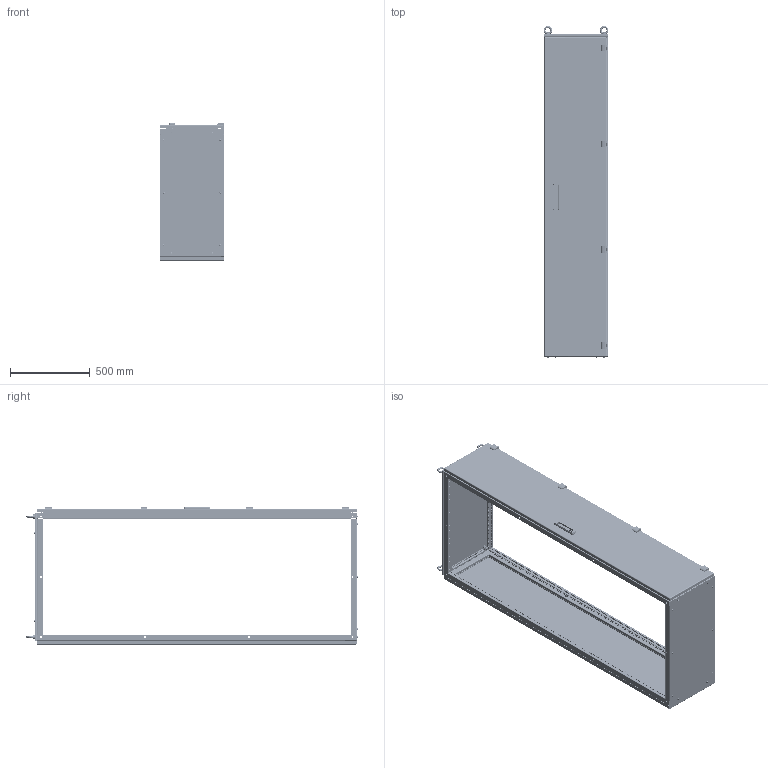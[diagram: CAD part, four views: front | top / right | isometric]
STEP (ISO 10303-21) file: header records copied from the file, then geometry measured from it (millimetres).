
FILE_DESCRIPTION (( 'STEP AP203' ), '1' );
FILE_NAME ('Êîðïóñ FORT IP54 (2000õ400õ800) EKF PROxima.STEP', '2020-10-25T10:18:37', ( '' ), ( '' ), 'SwSTEP 2.0', 'SolidWorks 2019', '' );
FILE_SCHEMA (( 'CONFIG_CONTROL_DESIGN' ));
Length unit declared in the file: millimetre
Products named in the file (67): lifting eye nut 01_din_DIN 582-M12-N; êîðïóñ ïåòëè1; Ãàéêà çàêëàäíàÿ; Îáîëî÷êà ãàéêè çàêëàäíîé; Øïèëüêà Ì6õ12; ÌÈ-1175.01.01.000 ÑÁ Ïðîôèëü ãîðèçîíòàëüíûé 400 âåðõíèé â ñáîðå; hex screw gradec_din_DIN EN 24018 - M12 x 35-WN; Êîðïóñ äâåðíîé ðó÷êè Àòîñ; ÌÈ-1025.05.00.000 ÑÁ Ïîòîëî÷íàÿ ïàíåëü 800õ400; 剒蜲錪 獲闃; ÌÈ-1177.01.00.000 ÑÁ Êàðêàñ 2000õ400õ800; Çàìîê â ñáîðå Àòîñ; Çàêëåïêà ãàå÷íàÿ Ì6 UNI 9203; ÌÈ-1025.06.00.000 ÑÁ Ïåðåãîðîäêà öîêîëÿ 800õ400; pan head cross recess screw_din_DIN EN ISO 7045 - M6 x 40 - Z - 40N; Ãàéêà çàêëàäêàÿ Ì6; ÌÈ-1175.01.01.001 Ïðîôèëü ãîðèçîíòàëüíûé âåðõíèé 400; Óãëîâàÿ ïåòëÿ Àòîñ; ÌÈ-1175.03.00.001 Ñòåíêà çàäíÿÿ 400õ2000; hex nut gradec_din_Hexagon Nut ISO 4034 - M16 - N; 幄鍧 IC-2 900; ÓÊ íà äâåðü 400õ2000; ÌÈ-1175.01.00.003 Ïðîôèëü ãîðèçîíòàëüíûé íèæíèé 400; Ìåõàíèçì äâåðè Àòîñ; ÌÈ-1029.01.00.002 Ïðîôèëü áîêîâîé 800 âåðõíèé; plain washer large_din_Washer DIN 9021 - 13; ÌÈ-1175.02.00.001 Äâåðü 400õ2000; ÌÈ-1025.06.00.001 Ïåðåãîðîäêà ãëóõàÿ 800õ400; ÌÈ-983.01.00.001 Ïðîôèëü âåðòèêàëüíûé 2000; ÓÊ íà ïåðåãîðîäêó öîêîëÿ 800õ400; ÓÊ íà ïîòîëî÷íóþ ïàíåëü 800õ400; countersunk raised head cross recess screw_din_DIN EN ISO 7047 - M4 x 10 - Z - 10N; pan head cross recess screw_din_DIN EN ISO 7045 - M6 x 30 - Z - 30N; Äåðæàòåëü øòîêà; ÌÈ-1175.03.00.000 ÑÁ Ñòåíêà çàäíÿÿ 400õ2000; pan head cross recess screw_din_DIN EN ISO 7045 - M6 x 20 - Z - 20N; Êîðïóñ FORT IP54 (2000õ400õ800) EKF PROxima; 幄鍧 IC-2 1000; îñü ïåòëè; pan head cross collar screw_din_DIN 967 - M4 x 16 - Z --- 14.6N ...
Assembly tree (161 placements, depth 4):
  Êîðïóñ FORT IP54 (2000õ400õ800) EKF PROxima
    ÌÈ-1177.01.00.000 ÑÁ Êàðêàñ 2000õ400õ800
      ÌÈ-1175.01.01.000 ÑÁ Ïðîôèëü ãîðèçîíòàëüíûé 400 âåðõíèé â ñáîðå
        ÌÈ-1175.01.01.001 Ïðîôèëü ãîðèçîíòàëüíûé âåðõíèé 400
        Øïèëüêà Ì6õ12
      ÌÈ-983.01.00.001 Ïðîôèëü âåðòèêàëüíûé 2000  x4
      ÌÈ-1175.01.00.003 Ïðîôèëü ãîðèçîíòàëüíûé íèæíèé 400  x2
      ÌÈ-1029.01.00.002 Ïðîôèëü áîêîâîé 800 âåðõíèé  x2
      ÌÈ-1175.01.01.000 ÑÁ Ïðîôèëü ãîðèçîíòàëüíûé 400 âåðõíèé â ñáîðå
        ÌÈ-1175.01.01.001 Ïðîôèëü ãîðèçîíòàëüíûé âåðõíèé 400
        Øïèëüêà Ì6õ12
      ÌÈ-1029.01.00.004 Ïðîôèëü áîêîâîé 800 íèæíèé  x2
    ÌÈ-1025.05.00.000 ÑÁ Ïîòîëî÷íàÿ ïàíåëü 800õ400
      ÌÈ-1025.05.00.001 Ïîòîëî÷íàÿ ïàíåëü 800õ400
      ÓÊ íà ïîòîëî÷íóþ ïàíåëü 800õ400
    ÌÈ-1175.03.00.000 ÑÁ Ñòåíêà çàäíÿÿ 400õ2000
      ÌÈ-1175.03.00.001 Ñòåíêà çàäíÿÿ 400õ2000
      ÓÊ íà ñòåíêó çàäíþþ 400õ2000
      Øïèëüêà Ì6õ12
    ÌÈ-1025.06.00.000 ÑÁ Ïåðåãîðîäêà öîêîëÿ 800õ400
      ÌÈ-1025.06.00.001 Ïåðåãîðîäêà ãëóõàÿ 800õ400
      ÓÊ íà ïåðåãîðîäêó öîêîëÿ 800õ400
    pan head cross recess screw_din_DIN EN ISO 7045 - M6 x 20 - Z - 20N  x10
    Ãàéêà çàêëàäíàÿ
      Îáîëî÷êà ãàéêè çàêëàäíîé
      Ãàéêà çàêëàäêàÿ Ì6
    Ãàéêà çàêëàäíàÿ
      Îáîëî÷êà ãàéêè çàêëàäíîé
      Ãàéêà çàêëàäêàÿ Ì6
    Ãàéêà çàêëàäíàÿ
      Îáîëî÷êà ãàéêè çàêëàäíîé
      Ãàéêà çàêëàäêàÿ Ì6
    Ãàéêà çàêëàäíàÿ
      Îáîëî÷êà ãàéêè çàêëàäíîé
      Ãàéêà çàêëàäêàÿ Ì6
    Ãàéêà çàêëàäíàÿ
      Îáîëî÷êà ãàéêè çàêëàäíîé
      Ãàéêà çàêëàäêàÿ Ì6
    Ãàéêà çàêëàäíàÿ
      Îáîëî÷êà ãàéêè çàêëàäíîé
      Ãàéêà çàêëàäêàÿ Ì6
    Ãàéêà çàêëàäíàÿ
      Îáîëî÷êà ãàéêè çàêëàäíîé
      Ãàéêà çàêëàäêàÿ Ì6
    Ãàéêà çàêëàäíàÿ
      Îáîëî÷êà ãàéêè çàêëàäíîé
      Ãàéêà çàêëàäêàÿ Ì6
    lifting eye nut 01_din_DIN 582-M12-N  x4
    pan head cross recess screw_din_DIN EN ISO 7045 - M6 x 40 - Z - 40N  x8
    Çàêëåïêà ãàå÷íàÿ Ì6 UNI 9203  x8
    ÌÈ-1175.02.00.000 ÑÁ Äâåðü â ñáîðå
      ÌÈ-1175.02.00.001 Äâåðü 400õ2000
      Óãëîâàÿ ïåòëÿ Àòîñ
        îñíîâàíèå ïåòëè1
        êîðïóñ ïåòëè1
        îñü ïåòëè
      Óãëîâàÿ ïåòëÿ Àòîñ
        îñíîâàíèå ïåòëè1
        êîðïóñ ïåòëè1
        îñü ïåòëè
Bounding box: 406.5 x 2076.48 x 866.98 mm (x, y, z)
Volume: 6621243.1 mm3; surface area: 8521573.4 mm2
Topology: 133 solids, 133 shells, 12762 faces, 34413 edges, 21924 vertices
Faces by surface type: plane 10216, cylinder 1416, bspline 458, cone 448, torus 168, sphere 56
Entity records: 140895 total; most frequent: CARTESIAN_POINT 29241, ORIENTED_EDGE 21464, DIRECTION 19322, EDGE_CURVE 10732, VECTOR 9176, LINE 9176, VERTEX_POINT 6938, EDGE_LOOP 5324
